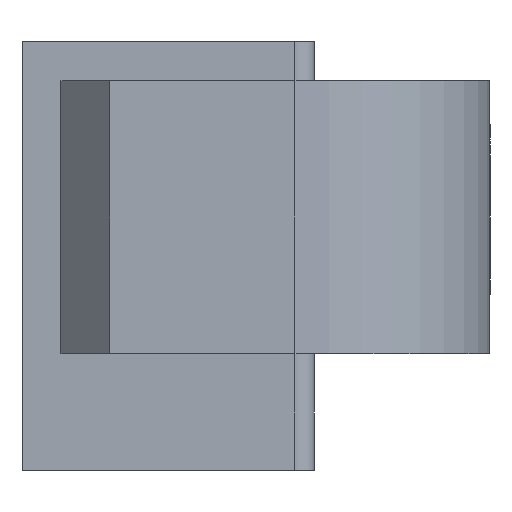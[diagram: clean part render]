
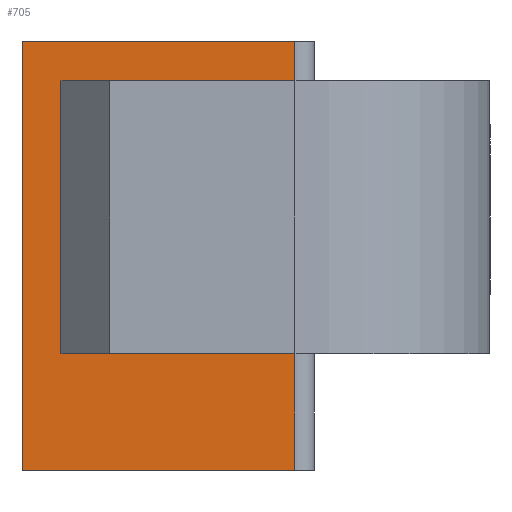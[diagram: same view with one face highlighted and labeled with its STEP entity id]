
A CAD part, front view. The second image highlights one B-rep face of the part: STEP entity #705.
In plain terms, the highlighted planar face has unit normal (0, -1, 0).
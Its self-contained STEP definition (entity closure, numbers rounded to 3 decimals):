
#235 = VERTEX_POINT('',#236);
#236 = CARTESIAN_POINT('',(-5.,-28.,-3.5));
#243 = EDGE_CURVE('',#235,#244,#246,.T.);
#244 = VERTEX_POINT('',#245);
#245 = CARTESIAN_POINT('',(-11.,-28.,-3.5));
#246 = LINE('',#247,#248);
#247 = CARTESIAN_POINT('',(-9.074,-28.,-3.5));
#248 = VECTOR('',#249,1.);
#249 = DIRECTION('',(-1.,0.,0.));
#400 = VERTEX_POINT('',#401);
#401 = CARTESIAN_POINT('',(-5.,-28.,3.5));
#408 = EDGE_CURVE('',#400,#409,#411,.T.);
#409 = VERTEX_POINT('',#410);
#410 = CARTESIAN_POINT('',(-11.,-28.,3.5));
#411 = LINE('',#412,#413);
#412 = CARTESIAN_POINT('',(-9.074,-28.,3.5));
#413 = VECTOR('',#414,1.);
#414 = DIRECTION('',(-1.,0.,0.));
#695 = EDGE_CURVE('',#409,#244,#696,.T.);
#696 = LINE('',#697,#698);
#697 = CARTESIAN_POINT('',(-11.,-28.,-5.));
#698 = VECTOR('',#699,1.);
#699 = DIRECTION('',(0.,0.,-1.));
#705 = ADVANCED_FACE('',(#706),#749,.F.);
#706 = FACE_BOUND('',#707,.F.);
#707 = EDGE_LOOP('',(#708,#718,#726,#734,#740,#741,#742,#743));
#708 = ORIENTED_EDGE('',*,*,#709,.F.);
#709 = EDGE_CURVE('',#710,#712,#714,.T.);
#710 = VERTEX_POINT('',#711);
#711 = CARTESIAN_POINT('',(-12.,-28.,-6.5));
#712 = VERTEX_POINT('',#713);
#713 = CARTESIAN_POINT('',(-5.,-28.,-6.5));
#714 = LINE('',#715,#716);
#715 = CARTESIAN_POINT('',(-12.,-28.,-6.5));
#716 = VECTOR('',#717,1.);
#717 = DIRECTION('',(1.,0.,0.));
#718 = ORIENTED_EDGE('',*,*,#719,.T.);
#719 = EDGE_CURVE('',#710,#720,#722,.T.);
#720 = VERTEX_POINT('',#721);
#721 = CARTESIAN_POINT('',(-12.,-28.,4.5));
#722 = LINE('',#723,#724);
#723 = CARTESIAN_POINT('',(-12.,-28.,-6.5));
#724 = VECTOR('',#725,1.);
#725 = DIRECTION('',(0.,0.,1.));
#726 = ORIENTED_EDGE('',*,*,#727,.T.);
#727 = EDGE_CURVE('',#720,#728,#730,.T.);
#728 = VERTEX_POINT('',#729);
#729 = CARTESIAN_POINT('',(-5.,-28.,4.5));
#730 = LINE('',#731,#732);
#731 = CARTESIAN_POINT('',(-12.,-28.,4.5));
#732 = VECTOR('',#733,1.);
#733 = DIRECTION('',(1.,0.,0.));
#734 = ORIENTED_EDGE('',*,*,#735,.F.);
#735 = EDGE_CURVE('',#400,#728,#736,.T.);
#736 = LINE('',#737,#738);
#737 = CARTESIAN_POINT('',(-5.,-28.,-6.5));
#738 = VECTOR('',#739,1.);
#739 = DIRECTION('',(0.,0.,1.));
#740 = ORIENTED_EDGE('',*,*,#408,.T.);
#741 = ORIENTED_EDGE('',*,*,#695,.T.);
#742 = ORIENTED_EDGE('',*,*,#243,.F.);
#743 = ORIENTED_EDGE('',*,*,#744,.F.);
#744 = EDGE_CURVE('',#712,#235,#745,.T.);
#745 = LINE('',#746,#747);
#746 = CARTESIAN_POINT('',(-5.,-28.,-6.5));
#747 = VECTOR('',#748,1.);
#748 = DIRECTION('',(0.,0.,1.));
#749 = PLANE('',#750);
#750 = AXIS2_PLACEMENT_3D('',#751,#752,#753);
#751 = CARTESIAN_POINT('',(-12.,-28.,-6.5));
#752 = DIRECTION('',(0.,1.,0.));
#753 = DIRECTION('',(1.,0.,0.));
